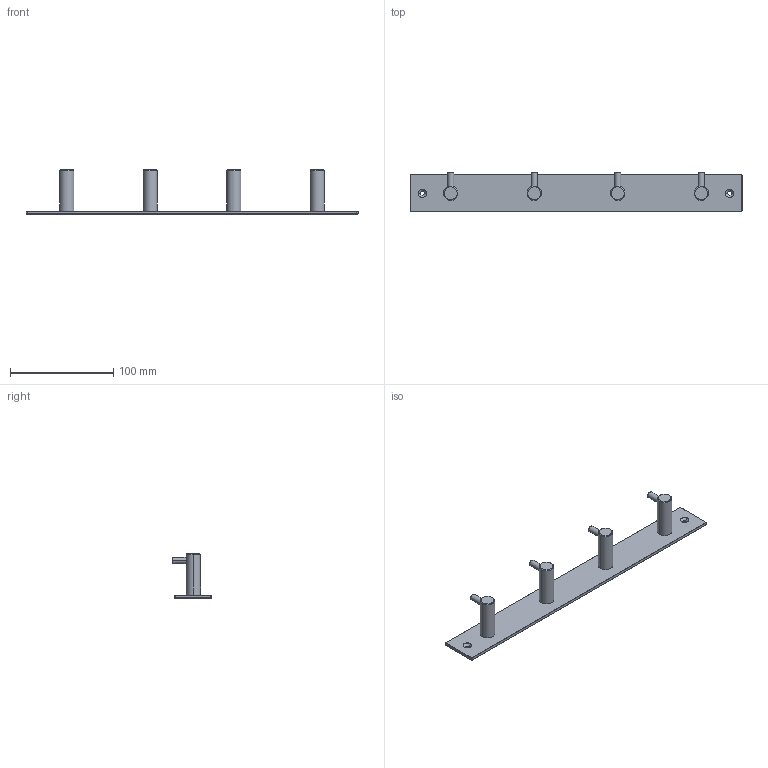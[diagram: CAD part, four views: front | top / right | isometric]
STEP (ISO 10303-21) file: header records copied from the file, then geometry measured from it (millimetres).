
FILE_DESCRIPTION(('Creo Elements/Direct Modeling STEP Export'),'2;1');
FILE_NAME('2452-322.stp','2019-01-07T 9:49:03',(''),(''),'Creo Elements/Direct Modeling STEP processor for AP214 (Solid Model)','Creo Elements/Direct Modeling 20.0 12-Nov-2016 (C) Parametric Technology GmbH','');
FILE_SCHEMA(('AUTOMOTIVE_DESIGN { 1 0 10303 214 1 1 1 1 }'));
Length unit declared in the file: millimetre
Products named in the file (1): 2452-322
Bounding box: 322 x 38.5 x 43 mm (x, y, z)
Volume: 60687.6 mm3; surface area: 33196.2 mm2
Topology: 1 solids, 1 shells, 78 faces, 168 edges, 100 vertices
Faces by surface type: cylinder 36, cone 20, plane 14, torus 8
Entity records: 3566 total; most frequent: CARTESIAN_POINT 1863, DIRECTION 362, ORIENTED_EDGE 336, EDGE_CURVE 168, AXIS2_PLACEMENT_3D 147, VERTEX_POINT 100, EDGE_LOOP 90, FACE_OUTER_BOUND 78
